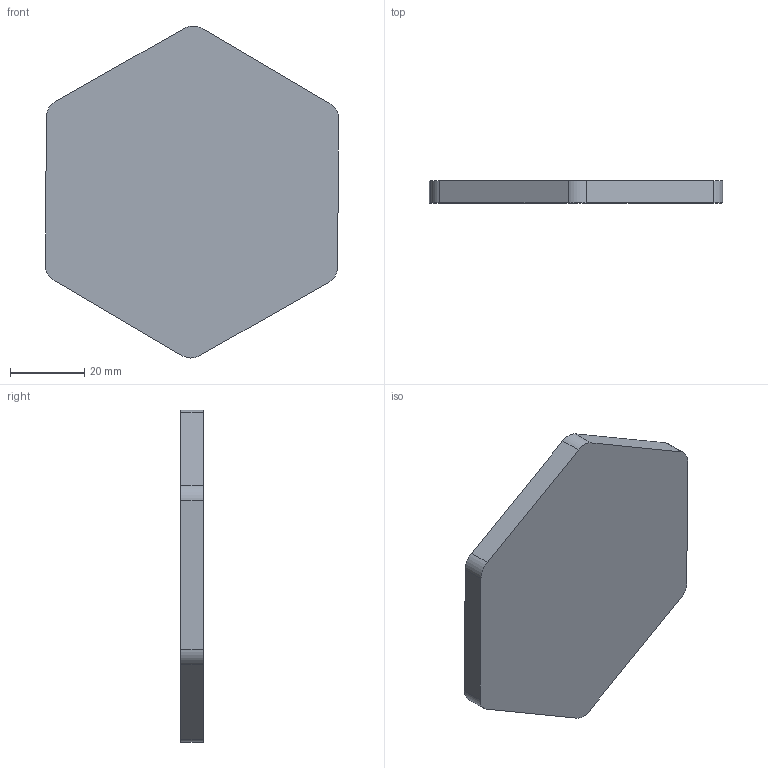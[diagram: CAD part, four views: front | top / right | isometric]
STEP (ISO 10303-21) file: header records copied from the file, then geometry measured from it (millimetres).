
FILE_DESCRIPTION (( 'STEP AP214' ), '1' );
FILE_NAME ('Badge.STEP', '2021-05-24T08:09:27', ( '' ), ( '' ), 'SwSTEP 2.0', 'SolidWorks 2020', '' );
FILE_SCHEMA (( 'AUTOMOTIVE_DESIGN' ));
Length unit declared in the file: millimetre
Products named in the file (1): Badge
Bounding box: 79.27 x 6 x 89.71 mm (x, y, z)
Volume: 27949.3 mm3; surface area: 13423.8 mm2
Topology: 1 solids, 1 shells, 96 faces, 255 edges, 170 vertices
Faces by surface type: plane 50, cylinder 46
Entity records: 3309 total; most frequent: DIRECTION 541, CARTESIAN_POINT 522, ORIENTED_EDGE 510, EDGE_CURVE 255, AXIS2_PLACEMENT_3D 189, VERTEX_POINT 170, LINE 163, VECTOR 163
